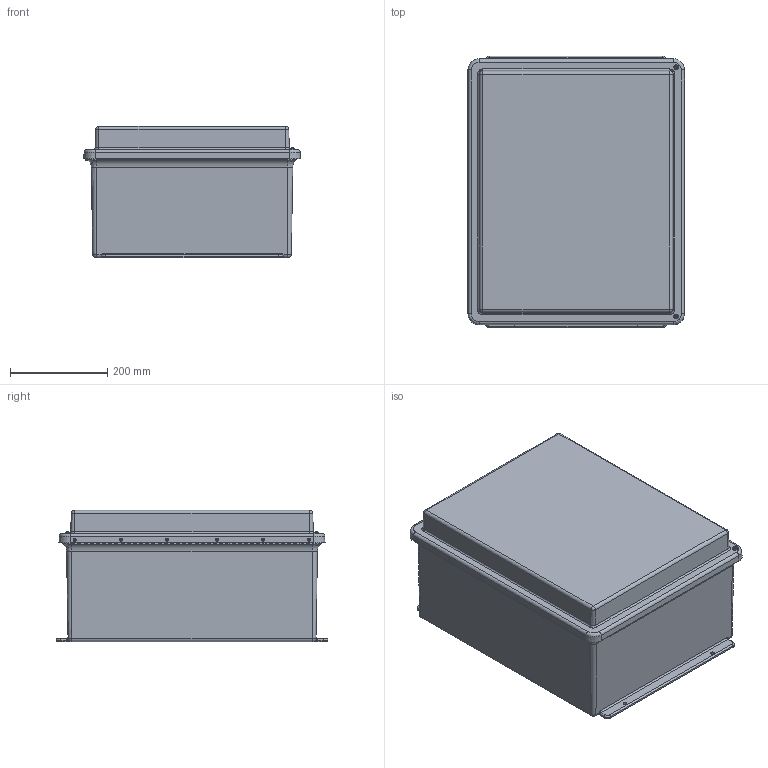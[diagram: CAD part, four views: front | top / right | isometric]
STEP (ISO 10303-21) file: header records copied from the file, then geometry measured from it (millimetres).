
FILE_DESCRIPTION (( 'STEP AP214' ), '1' );
FILE_NAME ('MR2016HW.STEP', '2018-11-06T21:19:44', ( '' ), ( '' ), 'SwSTEP 2.0', 'SolidWorks 2018', '' );
FILE_SCHEMA (( 'AUTOMOTIVE_DESIGN' ));
Length unit declared in the file: inch
Products named in the file (1): MR2016HW
Bounding box: 446.74 x 558.8 x 270.3 mm (x, y, z)
Volume: 4435671.7 mm3; surface area: 2038195.9 mm2
Topology: 26 solids, 26 shells, 1027 faces, 2610 edges, 1668 vertices
Faces by surface type: plane 403, cylinder 399, cone 141, bspline 72, torus 12
Full cylindrical faces by diameter (mm): 2.159 x79, 3.175 x12, 3.327 x12, 3.556 x12, 3.683 x2, 3.861 x5, 3.962 x7, 3.967 x40, 4.826 x40, 5.537 x4, 6.35 x12, 6.858 x6
Entity records: 45073 total; most frequent: CARTESIAN_POINT 8201, DIRECTION 4742, ORIENTED_EDGE 4340, EDGE_CURVE 2170, AXIS2_PLACEMENT_3D 1818, EDGE_LOOP 1614, VERTEX_POINT 1564, FACE_OUTER_BOUND 1258
